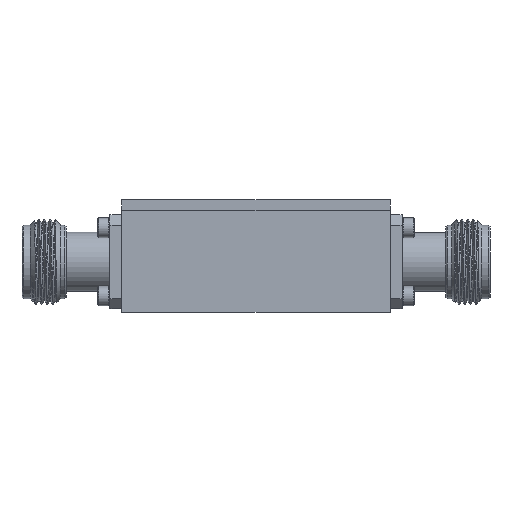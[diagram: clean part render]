
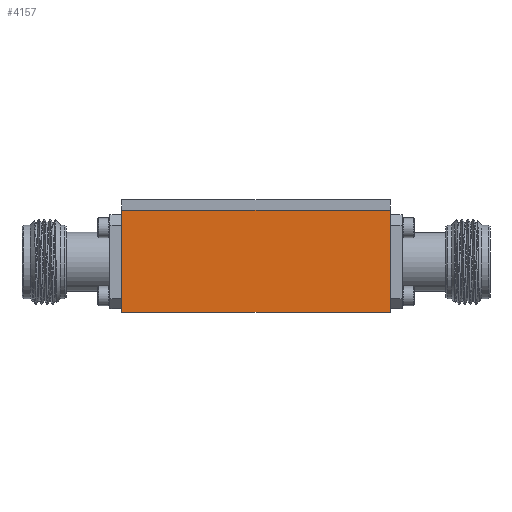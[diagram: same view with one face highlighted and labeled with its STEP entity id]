
A CAD part, left-side view. The second image highlights one B-rep face of the part: STEP entity #4157.
In plain terms, the highlighted planar face has unit normal (-1, 0, 0).
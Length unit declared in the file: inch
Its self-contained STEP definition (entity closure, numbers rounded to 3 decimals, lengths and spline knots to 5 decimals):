
#2568 = ORIENTED_EDGE ( 'NONE', *, *, #29072, .F. ) ;
#3419 = CARTESIAN_POINT ( 'NONE',  ( -1., -0.98425, 0.33339 ) ) ;
#4157 = ADVANCED_FACE ( 'NONE', ( #7970 ), #16450, .F. ) ;
#4438 = CARTESIAN_POINT ( 'NONE',  ( -1., -0.98425, -0.41339 ) ) ;
#4617 = VERTEX_POINT ( 'NONE', #12994 ) ;
#4621 = EDGE_LOOP ( 'NONE', ( #2568, #23478, #32885, #19914 ) ) ;
#6228 = EDGE_CURVE ( 'NONE', #4617, #25135, #37477, .T. ) ;
#7970 = FACE_OUTER_BOUND ( 'NONE', #4621, .T. ) ;
#11722 = LINE ( 'NONE', #24116, #19187 ) ;
#12619 = EDGE_CURVE ( 'NONE', #19023, #25135, #25555, .T. ) ;
#12994 = CARTESIAN_POINT ( 'NONE',  ( -1., 0.98425, -0.41339 ) ) ;
#16044 = CARTESIAN_POINT ( 'NONE',  ( -1., -0.98425, 0.41339 ) ) ;
#16170 = EDGE_CURVE ( 'NONE', #34679, #4617, #11722, .T. ) ;
#16450 = PLANE ( 'NONE',  #25097 ) ;
#17819 = CARTESIAN_POINT ( 'NONE',  ( -1., -0.98425, 0.33339 ) ) ;
#19023 = VERTEX_POINT ( 'NONE', #3419 ) ;
#19187 = VECTOR ( 'NONE', #23728, 39.37008 ) ;
#19914 = ORIENTED_EDGE ( 'NONE', *, *, #12619, .F. ) ;
#23478 = ORIENTED_EDGE ( 'NONE', *, *, #16170, .T. ) ;
#23728 = DIRECTION ( 'NONE',  ( 0., 0., -1. ) ) ;
#24116 = CARTESIAN_POINT ( 'NONE',  ( -1., 0.98425, 0.41339 ) ) ;
#25097 = AXIS2_PLACEMENT_3D ( 'NONE', #16044, #37484, #31586 ) ;
#25135 = VERTEX_POINT ( 'NONE', #30110 ) ;
#25555 = LINE ( 'NONE', #29285, #35671 ) ;
#25935 = DIRECTION ( 'NONE',  ( 0., 0., -1. ) ) ;
#26475 = DIRECTION ( 'NONE',  ( 0., -1., 0. ) ) ;
#28416 = DIRECTION ( 'NONE',  ( 0., -1., 0. ) ) ;
#29072 = EDGE_CURVE ( 'NONE', #34679, #19023, #38676, .T. ) ;
#29285 = CARTESIAN_POINT ( 'NONE',  ( -1., -0.98425, 0.41339 ) ) ;
#30110 = CARTESIAN_POINT ( 'NONE',  ( -1., -0.98425, -0.41339 ) ) ;
#31586 = DIRECTION ( 'NONE',  ( 0., 1., 0. ) ) ;
#32885 = ORIENTED_EDGE ( 'NONE', *, *, #6228, .T. ) ;
#32913 = CARTESIAN_POINT ( 'NONE',  ( -1., 0.98425, 0.33339 ) ) ;
#34679 = VERTEX_POINT ( 'NONE', #32913 ) ;
#35395 = VECTOR ( 'NONE', #28416, 39.37008 ) ;
#35671 = VECTOR ( 'NONE', #25935, 39.37008 ) ;
#35891 = VECTOR ( 'NONE', #26475, 39.37008 ) ;
#37477 = LINE ( 'NONE', #4438, #35395 ) ;
#37484 = DIRECTION ( 'NONE',  ( 1., 0., 0. ) ) ;
#38676 = LINE ( 'NONE', #17819, #35891 ) ;
